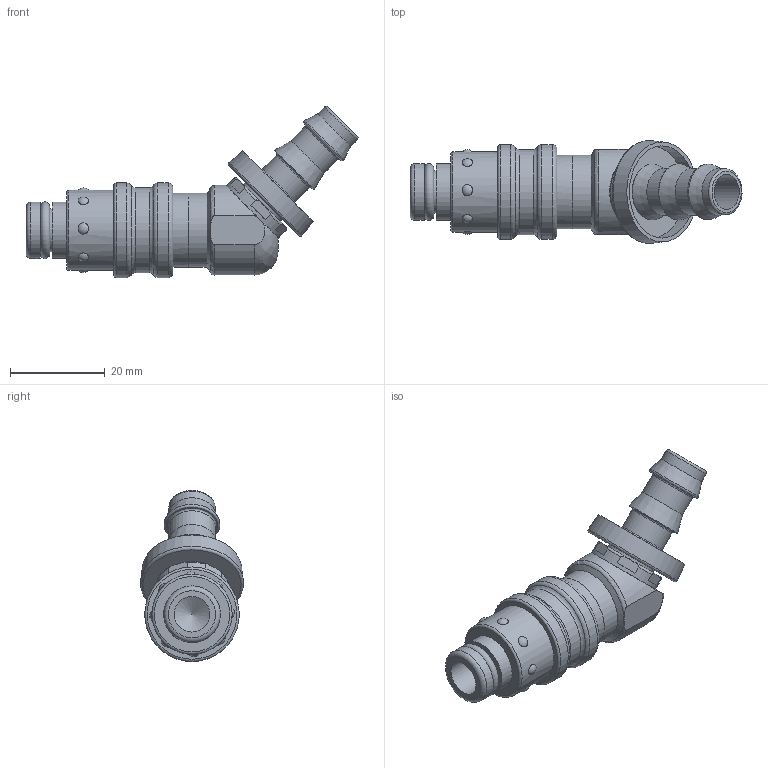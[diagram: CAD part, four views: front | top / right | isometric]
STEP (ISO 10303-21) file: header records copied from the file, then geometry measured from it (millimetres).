
FILE_DESCRIPTION(/* description */ (''),/* implementation_level */ '2;1');
FILE_NAME(/* name */ 'ESR 10 T-45-RO.stp',/* time_stamp */ '2025-02-07T07:23:55+01:00',/* author */ ('ertl'),/* organization */ (''),/* preprocessor_version */ 'ST-DEVELOPER v20',/* originating_system */ 'Autodesk Inventor 2025',/* authorisation */ '0 mm^3');
FILE_SCHEMA (('AUTOMOTIVE_DESIGN { 1 0 10303 214 3 1 1 }'));
Length unit declared in the file: millimetre
Products named in the file (1): ESR 10 T-45-RO
Bounding box: 70.19 x 21.8 x 36.18 mm (x, y, z)
Volume: 13705.2 mm3; surface area: 5829.2 mm2
Topology: 1 solids, 1 shells, 93 faces, 207 edges, 134 vertices
Faces by surface type: plane 35, cylinder 20, torus 20, sphere 8, cone 7, bspline 3
Full cylindrical faces by diameter (mm): 7.5 x2, 9 x2, 9.78 x3, 11.05 x1, 11.95 x2, 15.6 x3, 16.95 x1, 18 x1, 19.5 x1, 20 x2
Entity records: 3297 total; most frequent: CARTESIAN_POINT 1015, DIRECTION 481, ORIENTED_EDGE 410, AXIS2_PLACEMENT_3D 214, EDGE_CURVE 205, VERTEX_POINT 134, CIRCLE 118, EDGE_LOOP 114
